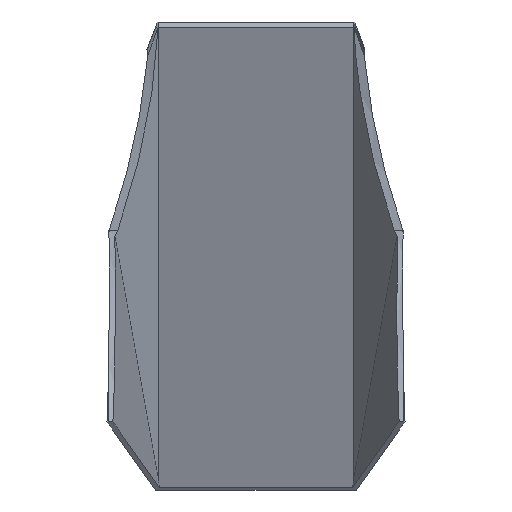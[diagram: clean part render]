
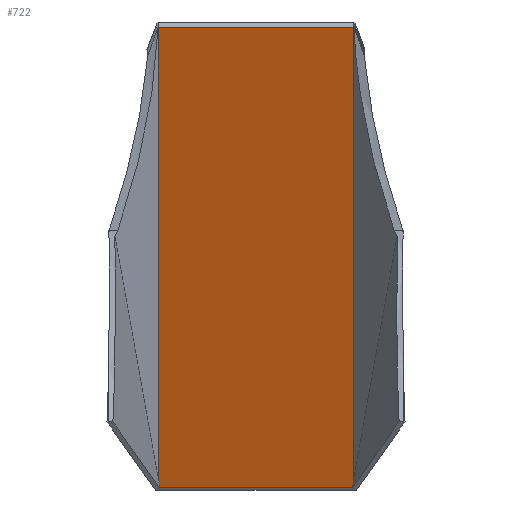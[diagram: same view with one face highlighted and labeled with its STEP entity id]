
A CAD part, front view. The second image highlights one B-rep face of the part: STEP entity #722.
In plain terms, the highlighted planar face has unit normal (0, -0.943, -0.334).
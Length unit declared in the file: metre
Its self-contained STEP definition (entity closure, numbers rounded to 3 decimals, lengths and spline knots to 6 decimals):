
#213=ORIENTED_EDGE('',*,*,#350,.T.);
#214=ORIENTED_EDGE('',*,*,#333,.T.);
#215=ORIENTED_EDGE('',*,*,#341,.T.);
#216=ORIENTED_EDGE('',*,*,#346,.F.);
#217=ORIENTED_EDGE('',*,*,#353,.T.);
#218=ORIENTED_EDGE('',*,*,#349,.F.);
#333=EDGE_CURVE('',#412,#414,#485,.T.);
#341=EDGE_CURVE('',#414,#420,#491,.T.);
#346=EDGE_CURVE('',#423,#420,#493,.T.);
#349=EDGE_CURVE('',#360,#400,#494,.T.);
#350=EDGE_CURVE('',#360,#412,#495,.T.);
#353=EDGE_CURVE('',#423,#400,#496,.T.);
#360=VERTEX_POINT('',#968);
#400=VERTEX_POINT('',#1070);
#412=VERTEX_POINT('',#1138);
#414=VERTEX_POINT('',#1155);
#420=VERTEX_POINT('',#1176);
#423=VERTEX_POINT('',#1213);
#485=LINE('',#1156,#561);
#491=LINE('',#1177,#567);
#493=LINE('',#1214,#569);
#494=LINE('',#1234,#570);
#495=LINE('',#1236,#571);
#496=LINE('',#1246,#572);
#561=VECTOR('',#913,1.);
#567=VECTOR('',#921,1.);
#569=VECTOR('',#927,1.);
#570=VECTOR('',#932,1.);
#571=VECTOR('',#935,1.);
#572=VECTOR('',#938,1.);
#607=EDGE_LOOP('',(#213,#214,#215,#216,#217,#218));
#648=FACE_BOUND('',#607,.T.);
#681=PLANE('',#782);
#722=ADVANCED_FACE('',(#648),#681,.F.);
#782=AXIS2_PLACEMENT_3D('',#1361,#939,#940);
#913=DIRECTION('',(0.128,0.331,-0.935));
#921=DIRECTION('',(1.,0.,0.));
#927=DIRECTION('',(-0.128,0.331,-0.935));
#932=DIRECTION('',(1.,0.,0.));
#935=DIRECTION('',(0.,0.334,-0.943));
#938=DIRECTION('',(0.,-0.334,0.943));
#939=DIRECTION('',(0.,0.943,0.334));
#940=DIRECTION('',(0.,-0.334,0.943));
#968=CARTESIAN_POINT('',(-0.102628,0.932613,-0.651216));
#1070=CARTESIAN_POINT('',(0.102638,0.932613,-0.651216));
#1138=CARTESIAN_POINT('',(-0.102638,1.100429,-1.124899));
#1155=CARTESIAN_POINT('',(-0.101386,1.103662,-1.134025));
#1156=CARTESIAN_POINT('',(-0.121623,1.051424,-0.986576));
#1176=CARTESIAN_POINT('',(0.101386,1.103662,-1.134025));
#1177=CARTESIAN_POINT('',(0.,1.103662,-1.134025));
#1213=CARTESIAN_POINT('',(0.102638,1.100429,-1.124899));
#1214=CARTESIAN_POINT('',(0.121623,1.051424,-0.986576));
#1234=CARTESIAN_POINT('',(-0.3,0.932613,-0.651216));
#1236=CARTESIAN_POINT('',(-0.102638,0.924264,-0.627651));
#1246=CARTESIAN_POINT('',(0.102638,1.045526,-0.96993));
#1361=CARTESIAN_POINT('',(-0.102628,0.924264,-0.627651));
